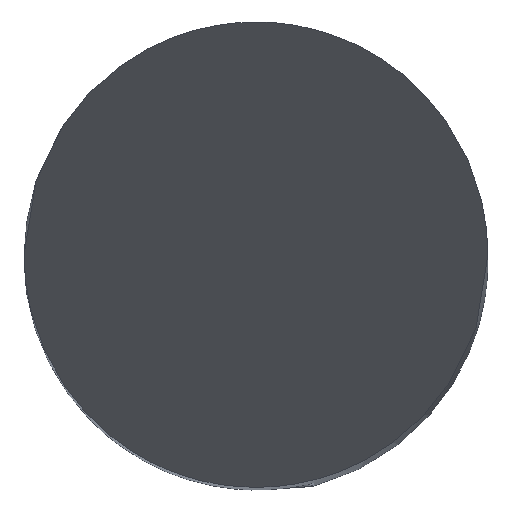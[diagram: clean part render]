
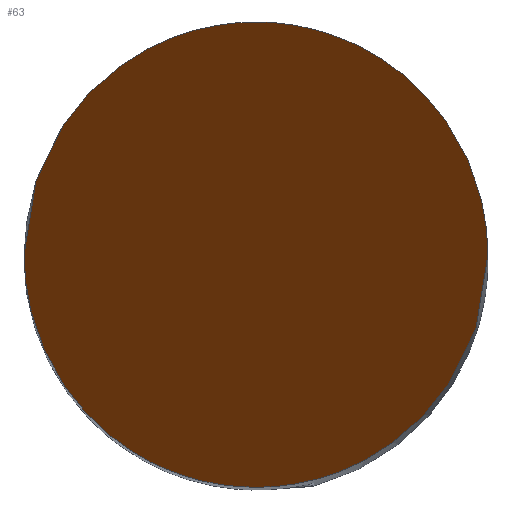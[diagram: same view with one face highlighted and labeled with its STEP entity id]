
A CAD part, top view. The second image highlights one B-rep face of the part: STEP entity #63.
In plain terms, the highlighted planar face has unit normal (0, -0.866, 0.5).
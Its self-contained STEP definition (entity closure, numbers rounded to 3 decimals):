
#47=PLANE('',#484);
#63=ADVANCED_FACE('',(#95),#47,.F.);
#95=FACE_OUTER_BOUND('',#119,.T.);
#119=EDGE_LOOP('',(#230,#231));
#230=ORIENTED_EDGE('',*,*,#354,.F.);
#231=ORIENTED_EDGE('',*,*,#361,.F.);
#316=VERTEX_POINT('',#646);
#317=VERTEX_POINT('',#651);
#354=EDGE_CURVE('',#316,#317,#428,.T.);
#361=EDGE_CURVE('',#317,#316,#431,.T.);
#428=(
BOUNDED_CURVE()
B_SPLINE_CURVE(3,(#647,#648,#649,#650),.UNSPECIFIED.,.F.,.F.)
B_SPLINE_CURVE_WITH_KNOTS((4,4),(0.,1.),.UNSPECIFIED.)
CURVE()
GEOMETRIC_REPRESENTATION_ITEM()
RATIONAL_B_SPLINE_CURVE((1.,0.333,0.333,1.))
REPRESENTATION_ITEM('')
);
#431=(
BOUNDED_CURVE()
B_SPLINE_CURVE(3,(#676,#677,#678,#679),.UNSPECIFIED.,.F.,.F.)
B_SPLINE_CURVE_WITH_KNOTS((4,4),(0.,1.),.UNSPECIFIED.)
CURVE()
GEOMETRIC_REPRESENTATION_ITEM()
RATIONAL_B_SPLINE_CURVE((1.,0.333,0.333,1.))
REPRESENTATION_ITEM('')
);
#484=AXIS2_PLACEMENT_3D('',#758,#540,#541);
#540=DIRECTION('',(0.,0.866,-0.5));
#541=DIRECTION('',(0.,-0.5,-0.866));
#646=CARTESIAN_POINT('',(-2.5,0.,0.));
#647=CARTESIAN_POINT('',(-2.5,0.,0.));
#648=CARTESIAN_POINT('',(-2.5,5.,8.66));
#649=CARTESIAN_POINT('',(2.5,5.,8.66));
#650=CARTESIAN_POINT('',(2.5,0.,0.));
#651=CARTESIAN_POINT('',(2.5,0.,0.));
#676=CARTESIAN_POINT('',(2.5,0.,0.));
#677=CARTESIAN_POINT('',(2.5,-5.,-8.66));
#678=CARTESIAN_POINT('',(-2.5,-5.,-8.66));
#679=CARTESIAN_POINT('',(-2.5,0.,0.));
#758=CARTESIAN_POINT('',(2.5,2.5,4.33));
